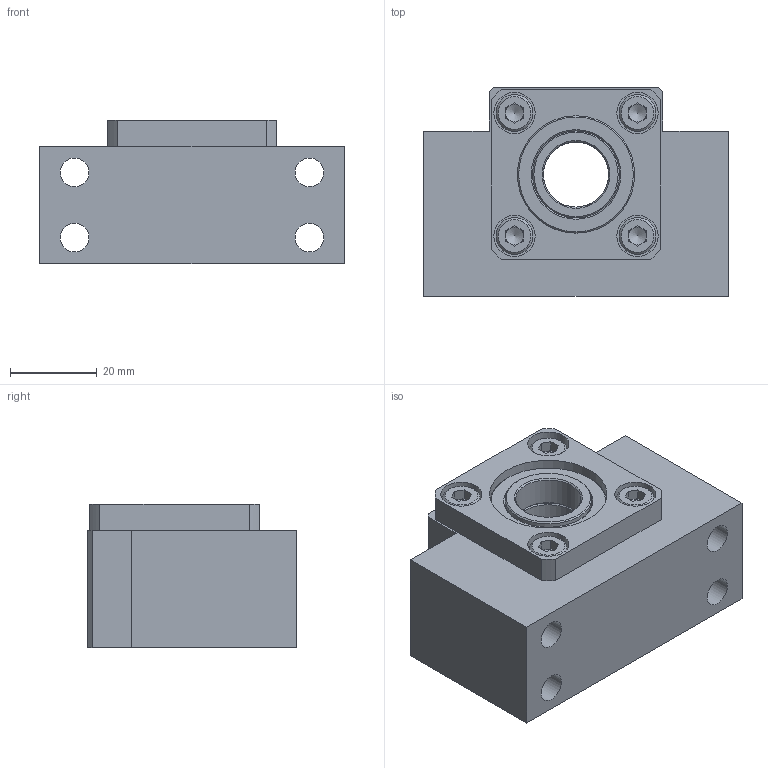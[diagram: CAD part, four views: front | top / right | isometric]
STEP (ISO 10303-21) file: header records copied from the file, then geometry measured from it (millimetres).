
FILE_DESCRIPTION (( 'STEP AP203' ), '1' );
FILE_NAME ('BK 15DS.STEP', '2014-11-14T08:01:49', ( 'john' ), ( '' ), 'SwSTEP 2.0', 'SolidWorks 2013', '' );
FILE_SCHEMA (( 'CONFIG_CONTROL_DESIGN' ));
Length unit declared in the file: millimetre
Products named in the file (7): BK 15DS BLOCK; BK 15DS OILSEAL; BK 15DS; 7002A; BK 15DS COVER; BK 15DS COLLAR; socket head cap screw_am_B18.3.1M - 5 x 0.8 x 8 Hex SHCS -- 8NHX
Assembly tree (12 placements, depth 2):
  BK 15DS
    BK 15DS BLOCK
    7002A  x2
    BK 15DS COLLAR  x2
    BK 15DS OILSEAL  x2
    BK 15DS COVER
    socket head cap screw_am_B18.3.1M - 5 x 0.8 x 8 Hex SHCS -- 8NHX  x4
Bounding box: 70 x 48 x 33 mm (x, y, z)
Volume: 73390.6 mm3; surface area: 35899.8 mm2
Topology: 12 solids, 12 shells, 272 faces, 753 edges, 459 vertices
Faces by surface type: plane 104, bspline 76, cylinder 56, cone 32, torus 4
Full cylindrical faces by diameter (mm): 4.2 x4, 5 x4, 5.5 x4, 6.6 x4, 8.5 x4, 9.5 x4, 11 x4, 15 x4, 20 x4, 20.1 x4, 26.9 x4, 27 x4, 32 x4
Entity records: 11441 total; most frequent: CARTESIAN_POINT 7488, ORIENTED_EDGE 624, DIRECTION 552, EDGE_CURVE 312, EDGE_LOOP 246, AXIS2_PLACEMENT_3D 241, VERTEX_POINT 240, FACE_OUTER_BOUND 172
